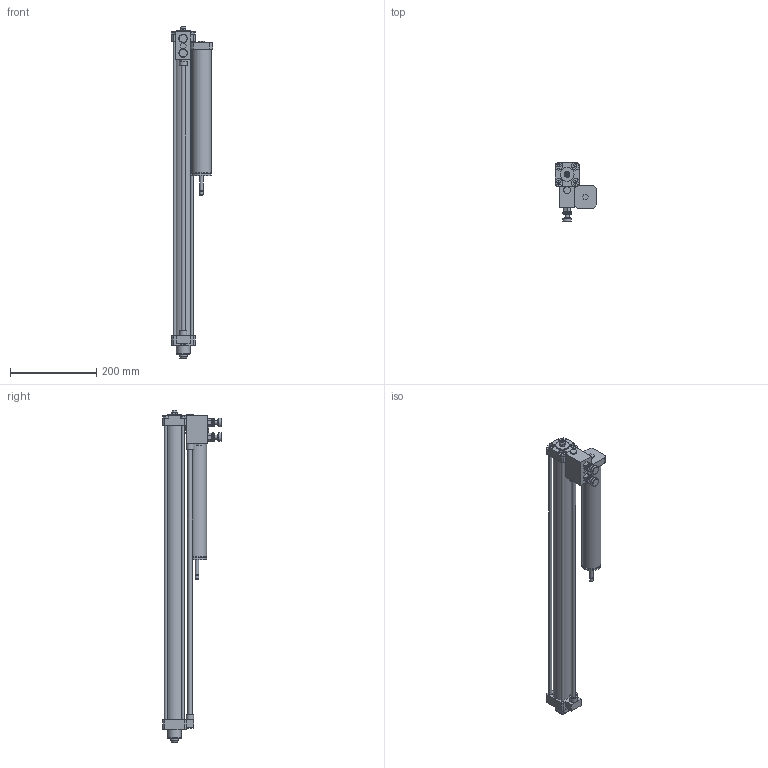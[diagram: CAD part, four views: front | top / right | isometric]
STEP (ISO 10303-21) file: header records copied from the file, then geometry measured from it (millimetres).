
FILE_DESCRIPTION(/* description */ ('Unknown'),/* implementation_level */ '2;1');
FILE_NAME(/* name */ '1400.40.650.03.2',/* time_stamp */ '2020-12-16T13:18:05-05:00',/* author */ ('Unknown'),/* organization */ ('Unknown'),/* preprocessor_version */ 'ST-DEVELOPER v16.7',/* originating_system */ 'Solid Edge',/* authorisation */ 'Unknown');
FILE_SCHEMA (('AUTOMOTIVE_DESIGN {1 0 10303 214 3 1 1}'));
Length unit declared in the file: millimetre
Products named in the file (6): 1400.40.650.03.2; 1400400100D; STELO  C 100; CORPO DR  C100; REGOLATORE DR 1; REGOLATORE DR 2
Assembly tree (5 placements, depth 2):
  1400.40.650.03.2
    1400400100D
    STELO  C 100
    CORPO DR  C100
    REGOLATORE DR 1
    REGOLATORE DR 2
Bounding box: 96 x 137 x 772 mm (x, y, z)
Volume: 2190662.4 mm3; surface area: 306657.3 mm2
Topology: 5 solids, 5 shells, 238 faces, 541 edges, 353 vertices
Faces by surface type: plane 161, cylinder 56, cone 19, torus 2
Full cylindrical faces by diameter (mm): 2 x5, 4.917 x8, 6 x4, 8 x2, 8.376 x1, 9 x2, 10 x1, 14 x2, 16 x1, 17 x1, 18 x3, 20 x4, 32 x2, 41 x1, 45 x3
Entity records: 8032 total; most frequent: DIRECTION 1099, CARTESIAN_POINT 1098, ORIENTED_EDGE 944, EDGE_CURVE 472, AXIS2_PLACEMENT_3D 401, FACE_BOUND 348, EDGE_LOOP 347, VERTEX_POINT 346
